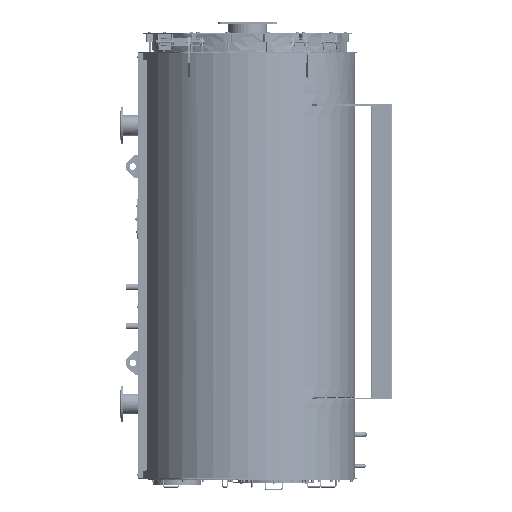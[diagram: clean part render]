
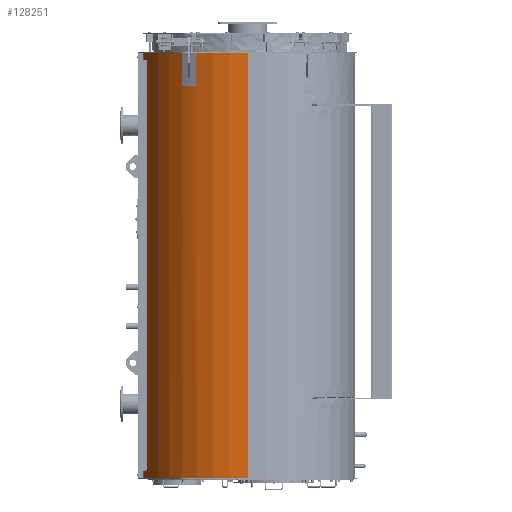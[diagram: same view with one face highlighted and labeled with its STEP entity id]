
A CAD part, left-side view. The second image highlights one B-rep face of the part: STEP entity #128251.
In plain terms, the highlighted cylindrical face has radius 821 mm (diameter 1642 mm), a partial arc.
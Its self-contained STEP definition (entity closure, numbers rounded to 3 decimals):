
#2241=B_SPLINE_CURVE_WITH_KNOTS('',3,(#206290,#206291,#206292,#206293,#206294,
#206295,#206296,#206297,#206298,#206299),.UNSPECIFIED.,.F.,.F.,(4,2,2,2,
4),(2.261,2.826,3.391,3.956,
4.521),.UNSPECIFIED.);
#2242=B_SPLINE_CURVE_WITH_KNOTS('',3,(#206303,#206304,#206305,#206306,#206307,
#206308,#206309,#206310,#206311,#206312),.UNSPECIFIED.,.F.,.F.,(4,2,2,2,
4),(4.521,5.086,5.651,6.216,
6.781),.UNSPECIFIED.);
#9269=FACE_OUTER_BOUND('',#16553,.T.);
#16553=EDGE_LOOP('',(#86966,#86967,#86968,#86969,#86970,#86971,#86972,#86973,
#86974,#86975));
#25425=LINE('',#206288,#35083);
#25426=LINE('',#206314,#35084);
#25427=LINE('',#206318,#35085);
#25428=LINE('',#206322,#35086);
#35083=VECTOR('',#154888,10.);
#35084=VECTOR('',#154891,10.);
#35085=VECTOR('',#154894,10.);
#35086=VECTOR('',#154897,10.);
#44262=CIRCLE('',#136660,821.);
#44263=CIRCLE('',#136661,821.);
#44264=CIRCLE('',#136662,821.);
#44265=CIRCLE('',#136663,821.);
#52545=VERTEX_POINT('',#206286);
#52546=VERTEX_POINT('',#206287);
#52547=VERTEX_POINT('',#206289);
#52548=VERTEX_POINT('',#206300);
#52549=VERTEX_POINT('',#206302);
#52550=VERTEX_POINT('',#206313);
#52551=VERTEX_POINT('',#206315);
#52552=VERTEX_POINT('',#206317);
#52553=VERTEX_POINT('',#206319);
#52554=VERTEX_POINT('',#206321);
#65816=EDGE_CURVE('',#52545,#52546,#25425,.T.);
#65817=EDGE_CURVE('',#52547,#52546,#2241,.T.);
#65818=EDGE_CURVE('',#52548,#52547,#44262,.T.);
#65819=EDGE_CURVE('',#52549,#52548,#2242,.T.);
#65820=EDGE_CURVE('',#52549,#52550,#25426,.T.);
#65821=EDGE_CURVE('',#52551,#52550,#44263,.T.);
#65822=EDGE_CURVE('',#52551,#52552,#25427,.T.);
#65823=EDGE_CURVE('',#52553,#52552,#44264,.T.);
#65824=EDGE_CURVE('',#52553,#52554,#25428,.T.);
#65825=EDGE_CURVE('',#52545,#52554,#44265,.T.);
#86966=ORIENTED_EDGE('',*,*,#65816,.T.);
#86967=ORIENTED_EDGE('',*,*,#65817,.F.);
#86968=ORIENTED_EDGE('',*,*,#65818,.F.);
#86969=ORIENTED_EDGE('',*,*,#65819,.F.);
#86970=ORIENTED_EDGE('',*,*,#65820,.T.);
#86971=ORIENTED_EDGE('',*,*,#65821,.F.);
#86972=ORIENTED_EDGE('',*,*,#65822,.T.);
#86973=ORIENTED_EDGE('',*,*,#65823,.F.);
#86974=ORIENTED_EDGE('',*,*,#65824,.T.);
#86975=ORIENTED_EDGE('',*,*,#65825,.F.);
#118200=CYLINDRICAL_SURFACE('',#136659,821.);
#128251=ADVANCED_FACE('',(#9269),#118200,.T.);
#136659=AXIS2_PLACEMENT_3D('',#206285,#154886,#154887);
#136660=AXIS2_PLACEMENT_3D('',#206301,#154889,#154890);
#136661=AXIS2_PLACEMENT_3D('',#206316,#154892,#154893);
#136662=AXIS2_PLACEMENT_3D('',#206320,#154895,#154896);
#136663=AXIS2_PLACEMENT_3D('',#206323,#154898,#154899);
#154886=DIRECTION('center_axis',(0.,0.,
1.));
#154887=DIRECTION('ref_axis',(1.,0.,0.));
#154888=DIRECTION('',(0.,0.,-1.));
#154889=DIRECTION('center_axis',(0.,0.,
1.));
#154890=DIRECTION('ref_axis',(-0.789,0.615,0.));
#154891=DIRECTION('',(0.,0.,1.));
#154892=DIRECTION('center_axis',(0.,0.,
1.));
#154893=DIRECTION('ref_axis',(1.,0.,0.));
#154894=DIRECTION('',(0.,0.,-1.));
#154895=DIRECTION('center_axis',(0.,0.,
-1.));
#154896=DIRECTION('ref_axis',(1.,0.,0.));
#154897=DIRECTION('',(0.,0.,1.));
#154898=DIRECTION('center_axis',(0.,0.,
1.));
#154899=DIRECTION('ref_axis',(1.,0.,0.));
#206285=CARTESIAN_POINT('Origin',(0.,0.,
1638.592));
#206286=CARTESIAN_POINT('',(-721.903,391.02,4885.592));
#206287=CARTESIAN_POINT('',(-721.903,391.02,4650.592));
#206288=CARTESIAN_POINT('',(-721.903,391.02,4885.592));
#206289=CARTESIAN_POINT('',(-714.639,404.144,4635.592));
#206290=CARTESIAN_POINT('Ctrl Pts',(-714.639,404.144,
4635.592));
#206291=CARTESIAN_POINT('Ctrl Pts',(-715.566,402.504,4635.592));
#206292=CARTESIAN_POINT('Ctrl Pts',(-716.549,400.752,
4635.969));
#206293=CARTESIAN_POINT('Ctrl Pts',(-718.346,397.522,4637.499));
#206294=CARTESIAN_POINT('Ctrl Pts',(-719.16,396.045,
4638.654));
#206295=CARTESIAN_POINT('Ctrl Pts',(-720.441,393.71,
4641.317));
#206296=CARTESIAN_POINT('Ctrl Pts',(-720.993,392.696,
4643.004));
#206297=CARTESIAN_POINT('Ctrl Pts',(-721.724,391.351,
4646.7));
#206298=CARTESIAN_POINT('Ctrl Pts',(-721.903,391.02,
4648.709));
#206299=CARTESIAN_POINT('Ctrl Pts',(-721.903,391.02,
4650.592));
#206300=CARTESIAN_POINT('',(-656.756,492.658,4635.592));
#206301=CARTESIAN_POINT('Origin',(0.,0.,
4635.592));
#206302=CARTESIAN_POINT('',(-647.646,504.575,4650.592));
#206303=CARTESIAN_POINT('Ctrl Pts',(-647.646,504.575,
4650.592));
#206304=CARTESIAN_POINT('Ctrl Pts',(-647.646,504.575,
4648.709));
#206305=CARTESIAN_POINT('Ctrl Pts',(-647.877,504.278,
4646.7));
#206306=CARTESIAN_POINT('Ctrl Pts',(-648.816,503.069,4643.004));
#206307=CARTESIAN_POINT('Ctrl Pts',(-649.524,502.157,
4641.317));
#206308=CARTESIAN_POINT('Ctrl Pts',(-651.15,500.047,
4638.654));
#206309=CARTESIAN_POINT('Ctrl Pts',(-652.176,498.709,
4637.499));
#206310=CARTESIAN_POINT('Ctrl Pts',(-654.415,495.768,
4635.969));
#206311=CARTESIAN_POINT('Ctrl Pts',(-655.626,494.165,
4635.592));
#206312=CARTESIAN_POINT('Ctrl Pts',(-656.756,492.658,
4635.592));
#206313=CARTESIAN_POINT('',(-647.646,504.575,4885.592));
#206314=CARTESIAN_POINT('',(-647.646,504.575,4885.592));
#206315=CARTESIAN_POINT('',(-212.49,793.025,4885.592));
#206316=CARTESIAN_POINT('Origin',(0.,0.,
4885.592));
#206317=CARTESIAN_POINT('',(-212.49,793.025,1638.592));
#206318=CARTESIAN_POINT('',(-212.49,793.025,1638.592));
#206319=CARTESIAN_POINT('',(-821.,0.005,1638.592));
#206320=CARTESIAN_POINT('Origin',(0.,0.,
1638.592));
#206321=CARTESIAN_POINT('',(-821.,0.005,4885.592));
#206322=CARTESIAN_POINT('',(-821.,0.005,1638.592));
#206323=CARTESIAN_POINT('Origin',(0.,0.,
4885.592));
